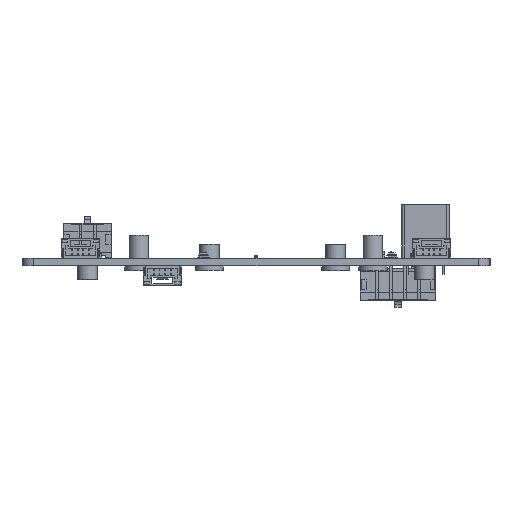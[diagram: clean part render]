
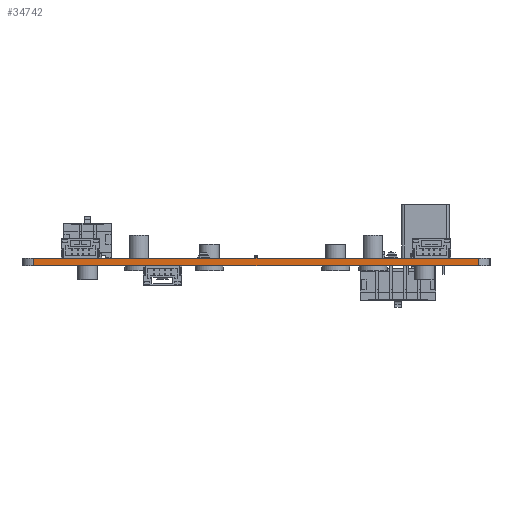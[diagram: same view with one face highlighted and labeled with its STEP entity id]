
A CAD part, left-side view. The second image highlights one B-rep face of the part: STEP entity #34742.
In plain terms, the highlighted planar face has unit normal (-1, 0, 0).
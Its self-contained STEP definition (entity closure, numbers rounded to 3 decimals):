
#30863 = VERTEX_POINT('',#30864);
#30864 = CARTESIAN_POINT('',(-90.,47.5,0.));
#30871 = EDGE_CURVE('',#30872,#30863,#30874,.T.);
#30872 = VERTEX_POINT('',#30873);
#30873 = CARTESIAN_POINT('',(-90.,-47.5,0.));
#30874 = LINE('',#30875,#30876);
#30875 = CARTESIAN_POINT('',(-90.,-47.5,0.));
#30876 = VECTOR('',#30877,1.);
#30877 = DIRECTION('',(0.,1.,0.));
#32789 = VERTEX_POINT('',#32790);
#32790 = CARTESIAN_POINT('',(-90.,47.5,1.51));
#32797 = EDGE_CURVE('',#32798,#32789,#32800,.T.);
#32798 = VERTEX_POINT('',#32799);
#32799 = CARTESIAN_POINT('',(-90.,-47.5,1.51));
#32800 = LINE('',#32801,#32802);
#32801 = CARTESIAN_POINT('',(-90.,-47.5,1.51));
#32802 = VECTOR('',#32803,1.);
#32803 = DIRECTION('',(0.,1.,0.));
#34712 = EDGE_CURVE('',#30863,#32789,#34713,.T.);
#34713 = LINE('',#34714,#34715);
#34714 = CARTESIAN_POINT('',(-90.,47.5,0.));
#34715 = VECTOR('',#34716,1.);
#34716 = DIRECTION('',(0.,0.,1.));
#34742 = ADVANCED_FACE('',(#34743),#34754,.T.);
#34743 = FACE_BOUND('',#34744,.T.);
#34744 = EDGE_LOOP('',(#34745,#34751,#34752,#34753));
#34745 = ORIENTED_EDGE('',*,*,#34746,.T.);
#34746 = EDGE_CURVE('',#30872,#32798,#34747,.T.);
#34747 = LINE('',#34748,#34749);
#34748 = CARTESIAN_POINT('',(-90.,-47.5,0.));
#34749 = VECTOR('',#34750,1.);
#34750 = DIRECTION('',(0.,0.,1.));
#34751 = ORIENTED_EDGE('',*,*,#32797,.T.);
#34752 = ORIENTED_EDGE('',*,*,#34712,.F.);
#34753 = ORIENTED_EDGE('',*,*,#30871,.F.);
#34754 = PLANE('',#34755);
#34755 = AXIS2_PLACEMENT_3D('',#34756,#34757,#34758);
#34756 = CARTESIAN_POINT('',(-90.,-47.5,0.));
#34757 = DIRECTION('',(-1.,0.,0.));
#34758 = DIRECTION('',(0.,1.,0.));
